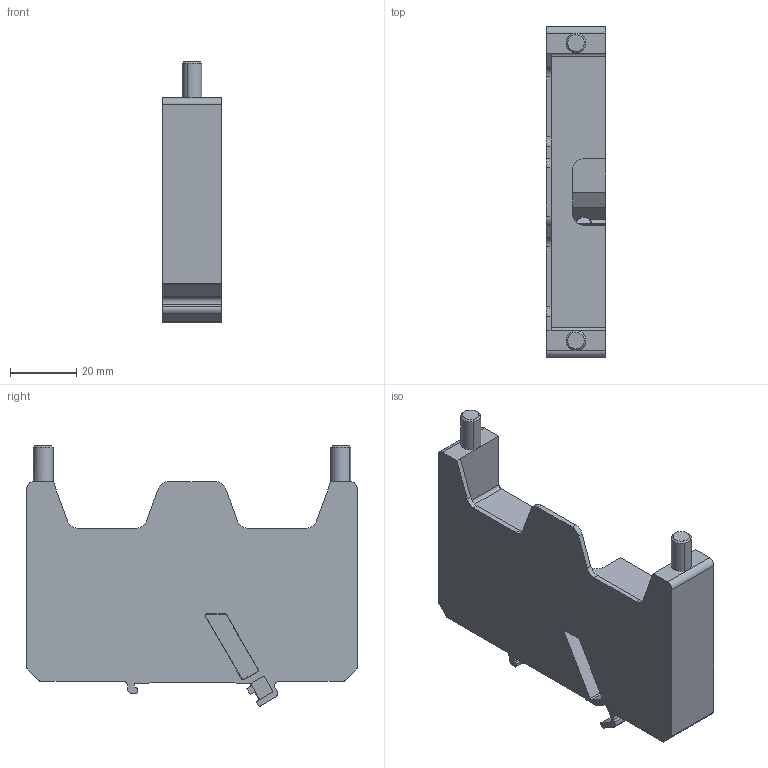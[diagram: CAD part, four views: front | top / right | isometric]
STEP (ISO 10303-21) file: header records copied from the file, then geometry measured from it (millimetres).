
FILE_DESCRIPTION(('CATIA V5R22 STEP214','CAx-IF Rec.Pracs.--- Model Styling and Organization---1.4--- 2014-01-23'),'2;1');
FILE_NAME ('D1459191_0', '2020-05-27T07:43:15+00:00', ('Weidmueller Interface'), ('Weidmueller'), 'CATIA Version 5-6 Release 2016 SP3 HF44', 'CATIA V5 STEP AP214', 'none');
FILE_SCHEMA(('AUTOMOTIVE_DESIGN { 1 0 10303 214 1 1 1 1 }'));
Length unit declared in the file: millimetre
Products named in the file (1): WEW_WTL_35
Bounding box: 18 x 100 x 78.75 mm (x, y, z)
Volume: 19410.4 mm3; surface area: 31113.8 mm2
Topology: 3 solids, 3 shells, 254 faces, 715 edges, 476 vertices
Faces by surface type: plane 142, cylinder 91, cone 14, torus 6, extrusion 1
Entity records: 7872 total; most frequent: CARTESIAN_POINT 1558, ORIENTED_EDGE 1430, DIRECTION 1073, EDGE_CURVE 715, VECTOR 484, LINE 483, VERTEX_POINT 476, AXIS2_PLACEMENT_3D 400
